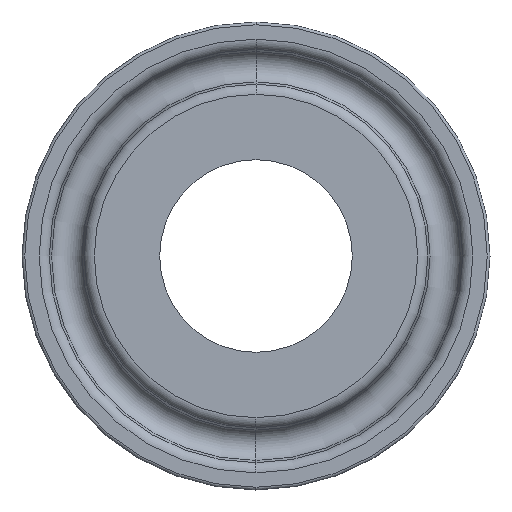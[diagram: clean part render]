
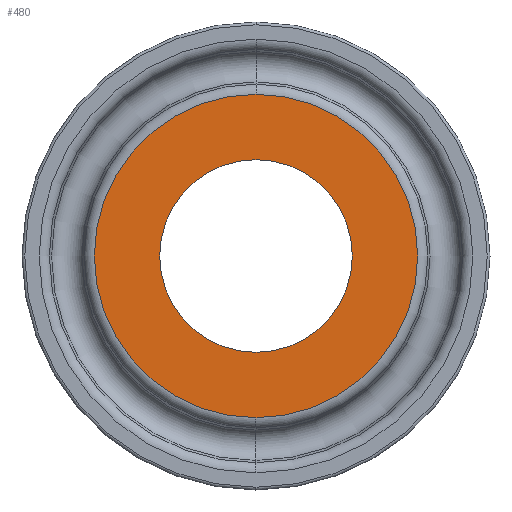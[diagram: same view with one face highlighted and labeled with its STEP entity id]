
A CAD part, left-side view. The second image highlights one B-rep face of the part: STEP entity #480.
In plain terms, the highlighted planar face has unit normal (-1, 0, 0).
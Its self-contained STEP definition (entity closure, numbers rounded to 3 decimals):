
#13 = EDGE_CURVE ( 'NONE', #151, #225, #380, .T. ) ;
#86 = DIRECTION ( 'NONE',  ( 0., 0., -1. ) ) ;
#87 = DIRECTION ( 'NONE',  ( 0., 0., 1. ) ) ;
#116 = AXIS2_PLACEMENT_3D ( 'NONE', #198, #372, #86 ) ;
#151 = VERTEX_POINT ( 'NONE', #643 ) ;
#164 = DIRECTION ( 'NONE',  ( 0., 0., 1. ) ) ;
#167 = DIRECTION ( 'NONE',  ( 0., 0., 1. ) ) ;
#198 = CARTESIAN_POINT ( 'NONE',  ( 0., 11.747, 0. ) ) ;
#206 = AXIS2_PLACEMENT_3D ( 'NONE', #487, #374, #87 ) ;
#208 = AXIS2_PLACEMENT_3D ( 'NONE', #626, #504, #167 ) ;
#225 = VERTEX_POINT ( 'NONE', #667 ) ;
#283 = ORIENTED_EDGE ( 'NONE', *, *, #287, .T. ) ;
#287 = EDGE_CURVE ( 'NONE', #684, #288, #305, .T. ) ;
#288 = VERTEX_POINT ( 'NONE', #315 ) ;
#304 = ORIENTED_EDGE ( 'NONE', *, *, #674, .T. ) ;
#305 = CIRCLE ( 'NONE', #206, 11.747 ) ;
#315 = CARTESIAN_POINT ( 'NONE',  ( 0., 0., -11.747 ) ) ;
#342 = EDGE_CURVE ( 'NONE', #225, #151, #738, .T. ) ;
#356 = ORIENTED_EDGE ( 'NONE', *, *, #13, .F. ) ;
#372 = DIRECTION ( 'NONE',  ( 1., 0., 0. ) ) ;
#374 = DIRECTION ( 'NONE',  ( -1., 0., 0. ) ) ;
#380 = CIRCLE ( 'NONE', #489, 7. ) ;
#388 = CARTESIAN_POINT ( 'NONE',  ( 0., 0., 11.747 ) ) ;
#389 = DIRECTION ( 'NONE',  ( 0., 0., 1. ) ) ;
#443 = CIRCLE ( 'NONE', #208, 11.747 ) ;
#470 = EDGE_LOOP ( 'NONE', ( #356, #726 ) ) ;
#480 = ADVANCED_FACE ( 'NONE', ( #731, #727 ), #549, .F. ) ;
#487 = CARTESIAN_POINT ( 'NONE',  ( 0., 0., 0. ) ) ;
#489 = AXIS2_PLACEMENT_3D ( 'NONE', #516, #742, #164 ) ;
#504 = DIRECTION ( 'NONE',  ( -1., 0., 0. ) ) ;
#508 = CARTESIAN_POINT ( 'NONE',  ( 0., 0., 0. ) ) ;
#516 = CARTESIAN_POINT ( 'NONE',  ( 0., 0., 0. ) ) ;
#530 = AXIS2_PLACEMENT_3D ( 'NONE', #508, #675, #389 ) ;
#549 = PLANE ( 'NONE',  #116 ) ;
#597 = EDGE_LOOP ( 'NONE', ( #283, #304 ) ) ;
#626 = CARTESIAN_POINT ( 'NONE',  ( 0., 0., 0. ) ) ;
#643 = CARTESIAN_POINT ( 'NONE',  ( 0., 0., 7. ) ) ;
#667 = CARTESIAN_POINT ( 'NONE',  ( 0., 0., -7. ) ) ;
#674 = EDGE_CURVE ( 'NONE', #288, #684, #443, .T. ) ;
#675 = DIRECTION ( 'NONE',  ( -1., 0., 0. ) ) ;
#684 = VERTEX_POINT ( 'NONE', #388 ) ;
#726 = ORIENTED_EDGE ( 'NONE', *, *, #342, .F. ) ;
#727 = FACE_OUTER_BOUND ( 'NONE', #597, .T. ) ;
#731 = FACE_BOUND ( 'NONE', #470, .T. ) ;
#738 = CIRCLE ( 'NONE', #530, 7. ) ;
#742 = DIRECTION ( 'NONE',  ( -1., 0., 0. ) ) ;
